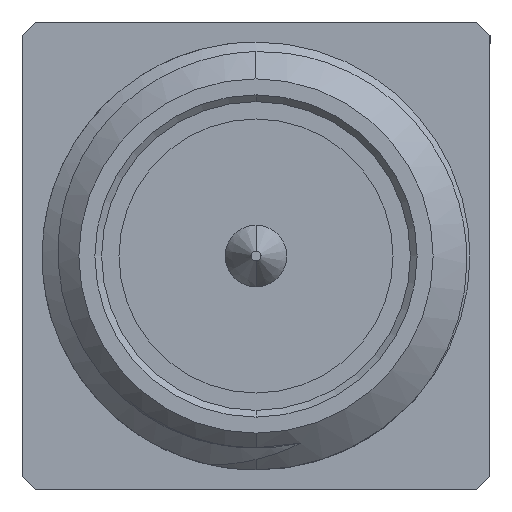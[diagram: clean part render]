
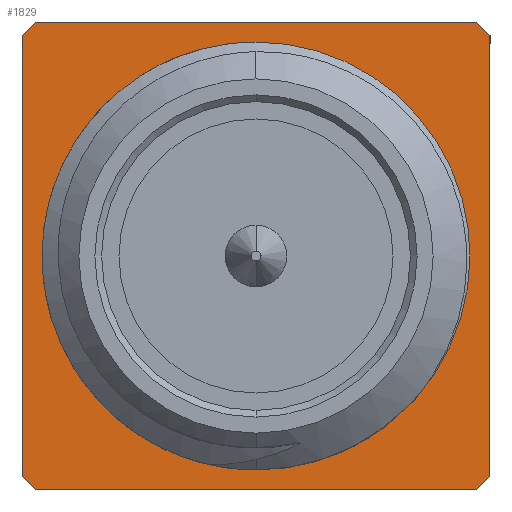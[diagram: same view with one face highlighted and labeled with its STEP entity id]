
A CAD part, left-side view. The second image highlights one B-rep face of the part: STEP entity #1829.
In plain terms, the highlighted planar face has unit normal (-1, 0, 0).
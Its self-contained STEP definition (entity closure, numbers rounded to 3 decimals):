
#4 = VERTEX_POINT ( 'NONE', #1051 ) ;
#30 = CARTESIAN_POINT ( 'NONE',  ( 7.87, -3.5, 3.3 ) ) ;
#109 = EDGE_CURVE ( 'NONE', #225, #2086, #1308, .T. ) ;
#119 = CIRCLE ( 'NONE', #748, 2.65 ) ;
#143 = DIRECTION ( 'NONE',  ( 0., 0., -1. ) ) ;
#154 = LINE ( 'NONE', #737, #1500 ) ;
#225 = VERTEX_POINT ( 'NONE', #30 ) ;
#234 = DIRECTION ( 'NONE',  ( 0., -0.707, 0.707 ) ) ;
#256 = AXIS2_PLACEMENT_3D ( 'NONE', #3082, #2315, #666 ) ;
#264 = ORIENTED_EDGE ( 'NONE', *, *, #878, .T. ) ;
#297 = CARTESIAN_POINT ( 'NONE',  ( 7.87, -3.5, -3.3 ) ) ;
#329 = VECTOR ( 'NONE', #143, 1000. ) ;
#402 = CARTESIAN_POINT ( 'NONE',  ( 7.87, -3.5, 3.5 ) ) ;
#444 = CARTESIAN_POINT ( 'NONE',  ( 7.87, 3.5, 3.3 ) ) ;
#446 = EDGE_LOOP ( 'NONE', ( #1497, #1394 ) ) ;
#459 = VECTOR ( 'NONE', #1753, 1000. ) ;
#468 = DIRECTION ( 'NONE',  ( 0., 0.707, -0.707 ) ) ;
#469 = VERTEX_POINT ( 'NONE', #2810 ) ;
#484 = EDGE_CURVE ( 'NONE', #1608, #2756, #654, .T. ) ;
#542 = CIRCLE ( 'NONE', #2718, 2.65 ) ;
#612 = VECTOR ( 'NONE', #1681, 1000. ) ;
#654 = LINE ( 'NONE', #2932, #2717 ) ;
#666 = DIRECTION ( 'NONE',  ( 0., 0., -1. ) ) ;
#714 = EDGE_CURVE ( 'NONE', #469, #1676, #3098, .T. ) ;
#726 = CARTESIAN_POINT ( 'NONE',  ( 7.87, 3.3, 3.5 ) ) ;
#737 = CARTESIAN_POINT ( 'NONE',  ( 7.87, 3.5, 3.3 ) ) ;
#744 = CARTESIAN_POINT ( 'NONE',  ( 7.87, 0., 2.65 ) ) ;
#748 = AXIS2_PLACEMENT_3D ( 'NONE', #2099, #2106, #2113 ) ;
#820 = VECTOR ( 'NONE', #1892, 1000. ) ;
#878 = EDGE_CURVE ( 'NONE', #1008, #3406, #154, .T. ) ;
#939 = VECTOR ( 'NONE', #234, 1000. ) ;
#988 = FACE_OUTER_BOUND ( 'NONE', #2919, .T. ) ;
#1008 = VERTEX_POINT ( 'NONE', #726 ) ;
#1051 = CARTESIAN_POINT ( 'NONE',  ( 7.87, 0., -2.65 ) ) ;
#1132 = EDGE_CURVE ( 'NONE', #4, #1541, #119, .T. ) ;
#1170 = DIRECTION ( 'NONE',  ( -1., 0., 0. ) ) ;
#1286 = CARTESIAN_POINT ( 'NONE',  ( 7.87, 3.5, 3.5 ) ) ;
#1308 = LINE ( 'NONE', #1610, #612 ) ;
#1389 = CARTESIAN_POINT ( 'NONE',  ( 7.87, 3.5, -3.5 ) ) ;
#1394 = ORIENTED_EDGE ( 'NONE', *, *, #1132, .F. ) ;
#1443 = CARTESIAN_POINT ( 'NONE',  ( 7.87, 3.5, 3.5 ) ) ;
#1471 = PLANE ( 'NONE',  #256 ) ;
#1497 = ORIENTED_EDGE ( 'NONE', *, *, #3124, .F. ) ;
#1500 = VECTOR ( 'NONE', #468, 1000. ) ;
#1541 = VERTEX_POINT ( 'NONE', #744 ) ;
#1554 = LINE ( 'NONE', #1286, #820 ) ;
#1586 = CARTESIAN_POINT ( 'NONE',  ( 7.87, 3.3, -3.5 ) ) ;
#1608 = VERTEX_POINT ( 'NONE', #2584 ) ;
#1610 = CARTESIAN_POINT ( 'NONE',  ( 7.87, -3.3, 3.5 ) ) ;
#1676 = VERTEX_POINT ( 'NONE', #297 ) ;
#1681 = DIRECTION ( 'NONE',  ( 0., 0.707, 0.707 ) ) ;
#1703 = DIRECTION ( 'NONE',  ( 0., 1., 0. ) ) ;
#1753 = DIRECTION ( 'NONE',  ( 0., 0., 1. ) ) ;
#1807 = LINE ( 'NONE', #402, #329 ) ;
#1829 = ADVANCED_FACE ( 'NONE', ( #2379, #988 ), #1471, .F. ) ;
#1832 = ORIENTED_EDGE ( 'NONE', *, *, #2765, .F. ) ;
#1892 = DIRECTION ( 'NONE',  ( 0., -1., 0. ) ) ;
#1906 = ORIENTED_EDGE ( 'NONE', *, *, #109, .T. ) ;
#2038 = CARTESIAN_POINT ( 'NONE',  ( 7.87, -3.3, 3.5 ) ) ;
#2060 = LINE ( 'NONE', #1389, #2653 ) ;
#2086 = VERTEX_POINT ( 'NONE', #2038 ) ;
#2099 = CARTESIAN_POINT ( 'NONE',  ( 7.87, 0., 0. ) ) ;
#2106 = DIRECTION ( 'NONE',  ( -1., 0., 0. ) ) ;
#2113 = DIRECTION ( 'NONE',  ( 0., 0., 1. ) ) ;
#2187 = EDGE_CURVE ( 'NONE', #225, #1676, #1807, .T. ) ;
#2315 = DIRECTION ( 'NONE',  ( 1., 0., 0. ) ) ;
#2379 = FACE_BOUND ( 'NONE', #446, .T. ) ;
#2565 = EDGE_CURVE ( 'NONE', #1608, #3406, #2620, .T. ) ;
#2584 = CARTESIAN_POINT ( 'NONE',  ( 7.87, 3.5, -3.3 ) ) ;
#2607 = ORIENTED_EDGE ( 'NONE', *, *, #2187, .F. ) ;
#2620 = LINE ( 'NONE', #1443, #459 ) ;
#2653 = VECTOR ( 'NONE', #1703, 1000. ) ;
#2675 = ORIENTED_EDGE ( 'NONE', *, *, #2936, .F. ) ;
#2717 = VECTOR ( 'NONE', #2954, 1000. ) ;
#2718 = AXIS2_PLACEMENT_3D ( 'NONE', #2800, #1170, #3067 ) ;
#2756 = VERTEX_POINT ( 'NONE', #1586 ) ;
#2765 = EDGE_CURVE ( 'NONE', #1008, #2086, #1554, .T. ) ;
#2800 = CARTESIAN_POINT ( 'NONE',  ( 7.87, 0., 0. ) ) ;
#2810 = CARTESIAN_POINT ( 'NONE',  ( 7.87, -3.3, -3.5 ) ) ;
#2880 = ORIENTED_EDGE ( 'NONE', *, *, #714, .T. ) ;
#2919 = EDGE_LOOP ( 'NONE', ( #3434, #3369, #2675, #2880, #2607, #1906, #1832, #264 ) ) ;
#2932 = CARTESIAN_POINT ( 'NONE',  ( 7.87, 3.3, -3.5 ) ) ;
#2936 = EDGE_CURVE ( 'NONE', #469, #2756, #2060, .T. ) ;
#2954 = DIRECTION ( 'NONE',  ( 0., -0.707, -0.707 ) ) ;
#3067 = DIRECTION ( 'NONE',  ( 0., 0., 1. ) ) ;
#3082 = CARTESIAN_POINT ( 'NONE',  ( 7.87, 0., 0. ) ) ;
#3098 = LINE ( 'NONE', #3172, #939 ) ;
#3124 = EDGE_CURVE ( 'NONE', #1541, #4, #542, .T. ) ;
#3172 = CARTESIAN_POINT ( 'NONE',  ( 7.87, -3.5, -3.3 ) ) ;
#3369 = ORIENTED_EDGE ( 'NONE', *, *, #484, .T. ) ;
#3406 = VERTEX_POINT ( 'NONE', #444 ) ;
#3434 = ORIENTED_EDGE ( 'NONE', *, *, #2565, .F. ) ;
